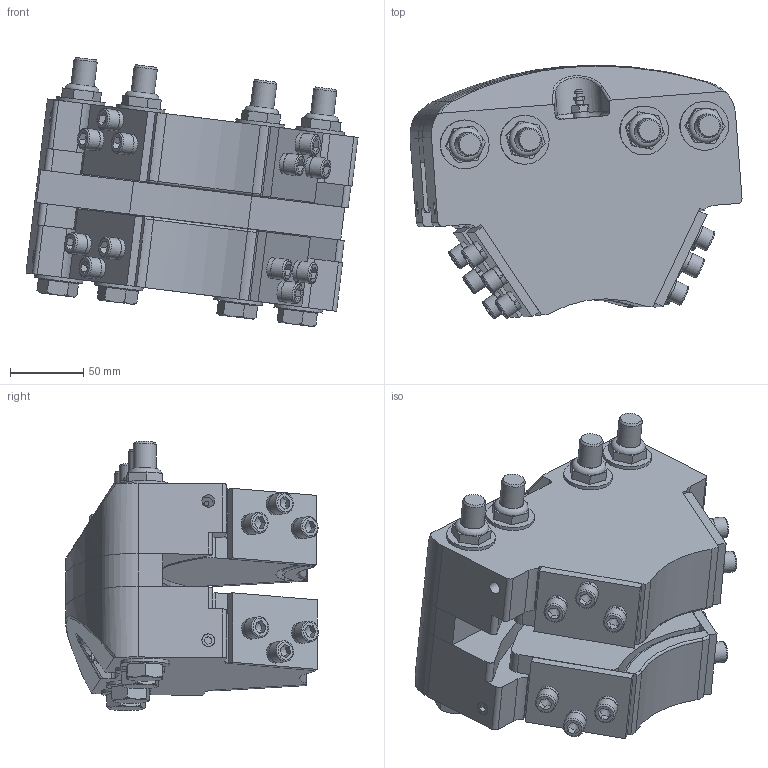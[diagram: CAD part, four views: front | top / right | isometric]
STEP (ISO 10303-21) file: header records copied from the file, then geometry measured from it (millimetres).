
FILE_DESCRIPTION(/* description */ (''),/* implementation_level */ '2;1');
FILE_NAME(/* name */ '4355-0024 H962DT-ULDD.stp',/* time_stamp */ '2022-04-27T08:19:32-05:00',/* author */ ('ChadR'),/* organization */ (''),/* preprocessor_version */ 'ST-DEVELOPER v18.1',/* originating_system */ 'Autodesk Inventor 2020',/* authorisation */ '');
FILE_SCHEMA (('AUTOMOTIVE_DESIGN { 1 0 10303 214 3 1 1 }'));
Length unit declared in the file: inch
Products named in the file (1): 4355-0024 H962DT-ULDD
Bounding box: 226.39 x 172.55 x 183.6 mm (x, y, z)
Volume: 2739501.1 mm3; surface area: 334855.3 mm2
Topology: 3 solids, 19 shells, 863 faces, 2240 edges, 1485 vertices
Faces by surface type: plane 458, cylinder 249, cone 102, torus 46, bspline 8
Full cylindrical faces by diameter (mm): 1.27 x2, 1.778 x2, 3.175 x11, 3.962 x2, 4.775 x2, 5.207 x2, 5.588 x4, 7.798 x6, 8.128 x6, 8.611 x6, 9.525 x26, 9.931 x12, 10.084 x2, 14.275 x12, 15.875 x8, 16.281 x12, 16.662 x8, 21.431 x4, 33.325 x8, 88.798 x4, 88.951 x6, 88.976 x4, 94.996 x6, 95.021 x4
Entity records: 28121 total; most frequent: CARTESIAN_POINT 5871, DIRECTION 4673, ORIENTED_EDGE 4416, EDGE_CURVE 2208, AXIS2_PLACEMENT_3D 1823, VERTEX_POINT 1485, LINE 1027, VECTOR 1027
